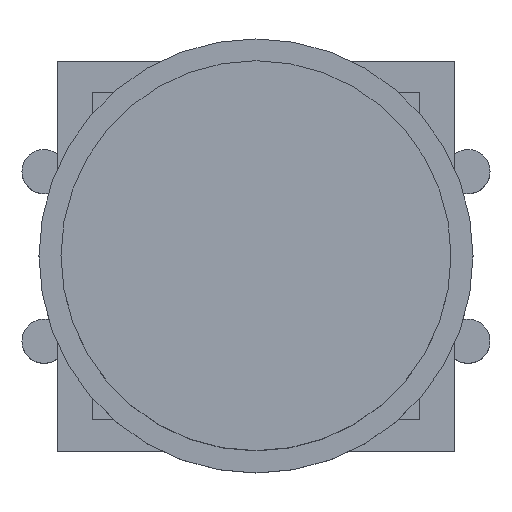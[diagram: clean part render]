
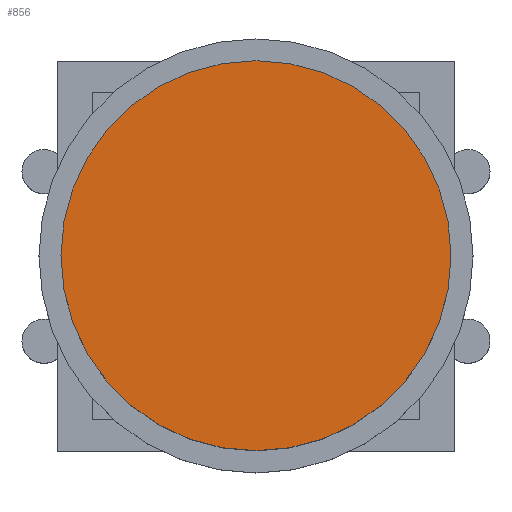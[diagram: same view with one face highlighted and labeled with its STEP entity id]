
A CAD part, top view. The second image highlights one B-rep face of the part: STEP entity #856.
In plain terms, the highlighted planar face has unit normal (0, 0, 1).
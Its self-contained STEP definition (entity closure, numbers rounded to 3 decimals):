
#98 = CARTESIAN_POINT ( 'NONE',  ( -5.75, 0., 12.3 ) ) ;
#135 = DIRECTION ( 'NONE',  ( -1., 0., 0. ) ) ;
#169 = VERTEX_POINT ( 'NONE', #1954 ) ;
#175 = CARTESIAN_POINT ( 'NONE',  ( 0., 0., 12.3 ) ) ;
#714 = AXIS2_PLACEMENT_3D ( 'NONE', #175, #3924, #2086 ) ;
#769 = VERTEX_POINT ( 'NONE', #2582 ) ;
#856 = ADVANCED_FACE ( 'NONE', ( #3190 ), #1928, .F. ) ;
#1087 = EDGE_CURVE ( 'NONE', #169, #769, #3716, .T. ) ;
#1125 = CARTESIAN_POINT ( 'NONE',  ( 0., 0., 12.3 ) ) ;
#1140 = DIRECTION ( 'NONE',  ( 0., 0., -1. ) ) ;
#1473 = DIRECTION ( 'NONE',  ( 0., 0., 1. ) ) ;
#1563 = EDGE_LOOP ( 'NONE', ( #2060, #2266 ) ) ;
#1928 = PLANE ( 'NONE',  #1944 ) ;
#1944 = AXIS2_PLACEMENT_3D ( 'NONE', #98, #1140, #135 ) ;
#1954 = CARTESIAN_POINT ( 'NONE',  ( 5.75, 0., 12.3 ) ) ;
#2060 = ORIENTED_EDGE ( 'NONE', *, *, #1087, .T. ) ;
#2073 = DIRECTION ( 'NONE',  ( 1., 0., 0. ) ) ;
#2086 = DIRECTION ( 'NONE',  ( 1., 0., 0. ) ) ;
#2266 = ORIENTED_EDGE ( 'NONE', *, *, #3565, .T. ) ;
#2365 = CIRCLE ( 'NONE', #3710, 5.75 ) ;
#2582 = CARTESIAN_POINT ( 'NONE',  ( -5.75, 0., 12.3 ) ) ;
#3190 = FACE_OUTER_BOUND ( 'NONE', #1563, .T. ) ;
#3565 = EDGE_CURVE ( 'NONE', #769, #169, #2365, .T. ) ;
#3710 = AXIS2_PLACEMENT_3D ( 'NONE', #1125, #1473, #2073 ) ;
#3716 = CIRCLE ( 'NONE', #714, 5.75 ) ;
#3924 = DIRECTION ( 'NONE',  ( 0., 0., 1. ) ) ;
